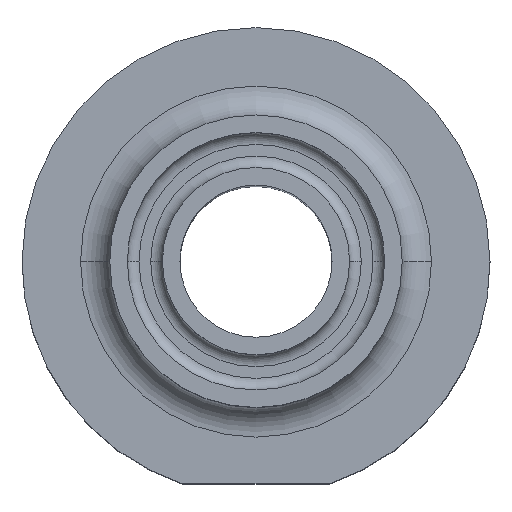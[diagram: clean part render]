
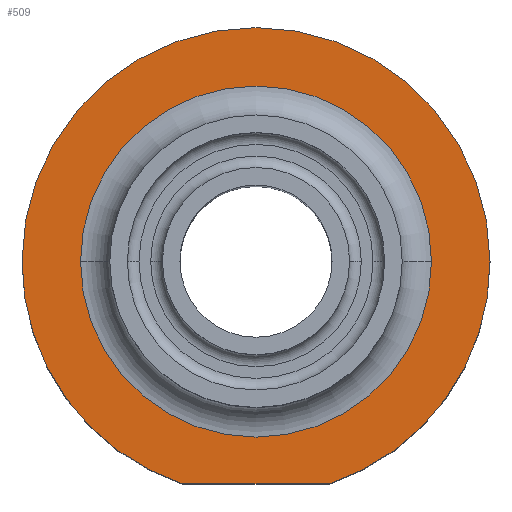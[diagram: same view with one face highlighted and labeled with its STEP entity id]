
A CAD part, top view. The second image highlights one B-rep face of the part: STEP entity #509.
In plain terms, the highlighted planar face has unit normal (0, 0, 1).
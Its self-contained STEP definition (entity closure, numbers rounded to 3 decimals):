
#4 = DIRECTION ( 'NONE',  ( 1., 0., 0. ) ) ;
#6 = CARTESIAN_POINT ( 'NONE',  ( 30., 0., 25. ) ) ;
#17 = EDGE_CURVE ( 'NONE', #1412, #994, #1575, .T. ) ;
#52 = EDGE_CURVE ( 'NONE', #742, #994, #1617, .T. ) ;
#140 = EDGE_CURVE ( 'NONE', #1412, #883, #1148, .T. ) ;
#146 = CARTESIAN_POINT ( 'NONE',  ( 40., 0., 25. ) ) ;
#155 = CARTESIAN_POINT ( 'NONE',  ( -30., 0., 25. ) ) ;
#215 = AXIS2_PLACEMENT_3D ( 'NONE', #1585, #733, #270 ) ;
#221 = CIRCLE ( 'NONE', #992, 30. ) ;
#224 = DIRECTION ( 'NONE',  ( 1., 0., 0. ) ) ;
#239 = CIRCLE ( 'NONE', #215, 40. ) ;
#270 = DIRECTION ( 'NONE',  ( 1., 0., 0. ) ) ;
#276 = CARTESIAN_POINT ( 'NONE',  ( 0., -38., 25. ) ) ;
#287 = FACE_BOUND ( 'NONE', #746, .T. ) ;
#321 = AXIS2_PLACEMENT_3D ( 'NONE', #350, #344, #4 ) ;
#344 = DIRECTION ( 'NONE',  ( 0., 0., 1. ) ) ;
#350 = CARTESIAN_POINT ( 'NONE',  ( 0., 0., 25. ) ) ;
#361 = EDGE_CURVE ( 'NONE', #881, #985, #751, .T. ) ;
#382 = ORIENTED_EDGE ( 'NONE', *, *, #17, .F. ) ;
#424 = ORIENTED_EDGE ( 'NONE', *, *, #140, .T. ) ;
#443 = EDGE_LOOP ( 'NONE', ( #382, #424, #728, #946 ) ) ;
#480 = DIRECTION ( 'NONE',  ( 0., 0., 1. ) ) ;
#509 = ADVANCED_FACE ( 'NONE', ( #287, #933 ), #1511, .T. ) ;
#589 = CARTESIAN_POINT ( 'NONE',  ( 0., 0., 25. ) ) ;
#690 = DIRECTION ( 'NONE',  ( 1., 0., 0. ) ) ;
#697 = EDGE_CURVE ( 'NONE', #883, #742, #239, .T. ) ;
#728 = ORIENTED_EDGE ( 'NONE', *, *, #697, .T. ) ;
#733 = DIRECTION ( 'NONE',  ( 0., 0., 1. ) ) ;
#742 = VERTEX_POINT ( 'NONE', #1536 ) ;
#746 = EDGE_LOOP ( 'NONE', ( #1168, #1429 ) ) ;
#751 = CIRCLE ( 'NONE', #1612, 30. ) ;
#821 = DIRECTION ( 'NONE',  ( 0., 0., 1. ) ) ;
#823 = CARTESIAN_POINT ( 'NONE',  ( 0., 0., 25. ) ) ;
#847 = DIRECTION ( 'NONE',  ( 0., 0., -1. ) ) ;
#881 = VERTEX_POINT ( 'NONE', #155 ) ;
#883 = VERTEX_POINT ( 'NONE', #146 ) ;
#933 = FACE_OUTER_BOUND ( 'NONE', #443, .T. ) ;
#946 = ORIENTED_EDGE ( 'NONE', *, *, #52, .T. ) ;
#985 = VERTEX_POINT ( 'NONE', #6 ) ;
#992 = AXIS2_PLACEMENT_3D ( 'NONE', #589, #1610, #690 ) ;
#994 = VERTEX_POINT ( 'NONE', #1102 ) ;
#1097 = CARTESIAN_POINT ( 'NONE',  ( 0., 0., 25. ) ) ;
#1102 = CARTESIAN_POINT ( 'NONE',  ( -12.49, -38., 25. ) ) ;
#1148 = CIRCLE ( 'NONE', #1458, 40. ) ;
#1168 = ORIENTED_EDGE ( 'NONE', *, *, #1472, .T. ) ;
#1200 = DIRECTION ( 'NONE',  ( 1., 0., 0. ) ) ;
#1307 = CARTESIAN_POINT ( 'NONE',  ( 12.49, -38., 25. ) ) ;
#1313 = AXIS2_PLACEMENT_3D ( 'NONE', #1619, #480, #224 ) ;
#1399 = DIRECTION ( 'NONE',  ( 1., 0., 0. ) ) ;
#1412 = VERTEX_POINT ( 'NONE', #1307 ) ;
#1429 = ORIENTED_EDGE ( 'NONE', *, *, #361, .T. ) ;
#1458 = AXIS2_PLACEMENT_3D ( 'NONE', #1097, #821, #1399 ) ;
#1472 = EDGE_CURVE ( 'NONE', #985, #881, #221, .T. ) ;
#1510 = VECTOR ( 'NONE', #1615, 1000. ) ;
#1511 = PLANE ( 'NONE',  #1313 ) ;
#1536 = CARTESIAN_POINT ( 'NONE',  ( -40., 0., 25. ) ) ;
#1575 = LINE ( 'NONE', #276, #1510 ) ;
#1585 = CARTESIAN_POINT ( 'NONE',  ( 0., 0., 25. ) ) ;
#1610 = DIRECTION ( 'NONE',  ( 0., 0., -1. ) ) ;
#1612 = AXIS2_PLACEMENT_3D ( 'NONE', #823, #847, #1200 ) ;
#1615 = DIRECTION ( 'NONE',  ( -1., 0., 0. ) ) ;
#1617 = CIRCLE ( 'NONE', #321, 40. ) ;
#1619 = CARTESIAN_POINT ( 'NONE',  ( 0., 0., 25. ) ) ;
